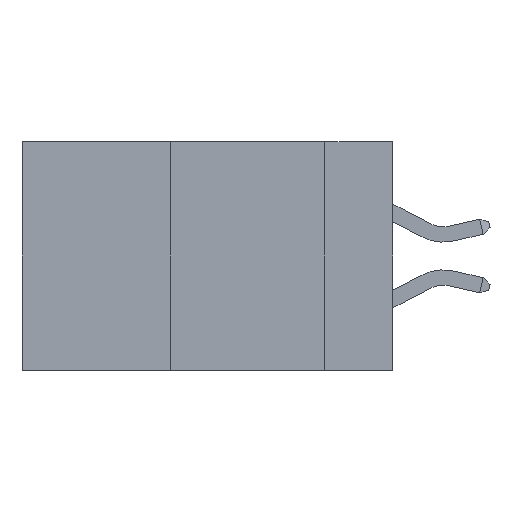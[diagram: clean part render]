
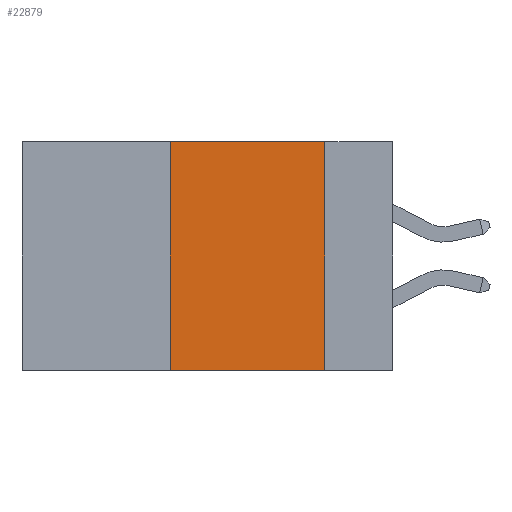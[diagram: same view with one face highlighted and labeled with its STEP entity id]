
A CAD part, left-side view. The second image highlights one B-rep face of the part: STEP entity #22879.
In plain terms, the highlighted planar face has unit normal (-1, 0, 0).
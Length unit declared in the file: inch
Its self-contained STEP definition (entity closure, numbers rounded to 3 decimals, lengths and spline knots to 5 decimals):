
#469 = EDGE_LOOP ( 'NONE', ( #3021, #14074, #30300, #38273 ) ) ;
#3021 = ORIENTED_EDGE ( 'NONE', *, *, #36903, .F. ) ;
#4427 = VECTOR ( 'NONE', #37120, 39.37008 ) ;
#4585 = EDGE_CURVE ( 'NONE', #10392, #13233, #34725, .T. ) ;
#6264 = CARTESIAN_POINT ( 'NONE',  ( 0., 0.6, -0.37 ) ) ;
#8766 = DIRECTION ( 'NONE',  ( 0., 0., 1. ) ) ;
#8770 = VECTOR ( 'NONE', #15198, 39.37008 ) ;
#9256 = AXIS2_PLACEMENT_3D ( 'NONE', #14662, #17909, #17644 ) ;
#10392 = VERTEX_POINT ( 'NONE', #11368 ) ;
#11368 = CARTESIAN_POINT ( 'NONE',  ( 0., 0.36, -0.37 ) ) ;
#13233 = VERTEX_POINT ( 'NONE', #28221 ) ;
#14074 = ORIENTED_EDGE ( 'NONE', *, *, #33961, .F. ) ;
#14662 = CARTESIAN_POINT ( 'NONE',  ( 0., 0.6, 0. ) ) ;
#15198 = DIRECTION ( 'NONE',  ( 0., -1., 0. ) ) ;
#17644 = DIRECTION ( 'NONE',  ( 0., 0., -1. ) ) ;
#17909 = DIRECTION ( 'NONE',  ( 1., 0., 0. ) ) ;
#19628 = CARTESIAN_POINT ( 'NONE',  ( 0., 0.36, 0. ) ) ;
#20321 = LINE ( 'NONE', #27927, #4427 ) ;
#22879 = ADVANCED_FACE ( 'NONE', ( #30968 ), #35462, .F. ) ;
#23281 = LINE ( 'NONE', #33151, #31628 ) ;
#23318 = VECTOR ( 'NONE', #8766, 39.37008 ) ;
#23975 = DIRECTION ( 'NONE',  ( 0., -1., 0. ) ) ;
#27927 = CARTESIAN_POINT ( 'NONE',  ( 0., 0.11, 0. ) ) ;
#28221 = CARTESIAN_POINT ( 'NONE',  ( 0., 0.11, -0.37 ) ) ;
#30300 = ORIENTED_EDGE ( 'NONE', *, *, #34285, .F. ) ;
#30568 = VERTEX_POINT ( 'NONE', #19628 ) ;
#30968 = FACE_OUTER_BOUND ( 'NONE', #469, .T. ) ;
#31332 = CARTESIAN_POINT ( 'NONE',  ( 0., 0.36, 0. ) ) ;
#31628 = VECTOR ( 'NONE', #23975, 39.37008 ) ;
#33043 = VERTEX_POINT ( 'NONE', #38470 ) ;
#33151 = CARTESIAN_POINT ( 'NONE',  ( 0., 0.6, 0. ) ) ;
#33961 = EDGE_CURVE ( 'NONE', #30568, #33043, #23281, .T. ) ;
#34285 = EDGE_CURVE ( 'NONE', #10392, #30568, #35300, .T. ) ;
#34725 = LINE ( 'NONE', #6264, #8770 ) ;
#35300 = LINE ( 'NONE', #31332, #23318 ) ;
#35462 = PLANE ( 'NONE',  #9256 ) ;
#36903 = EDGE_CURVE ( 'NONE', #33043, #13233, #20321, .T. ) ;
#37120 = DIRECTION ( 'NONE',  ( 0., 0., -1. ) ) ;
#38273 = ORIENTED_EDGE ( 'NONE', *, *, #4585, .T. ) ;
#38470 = CARTESIAN_POINT ( 'NONE',  ( 0., 0.11, 0. ) ) ;
